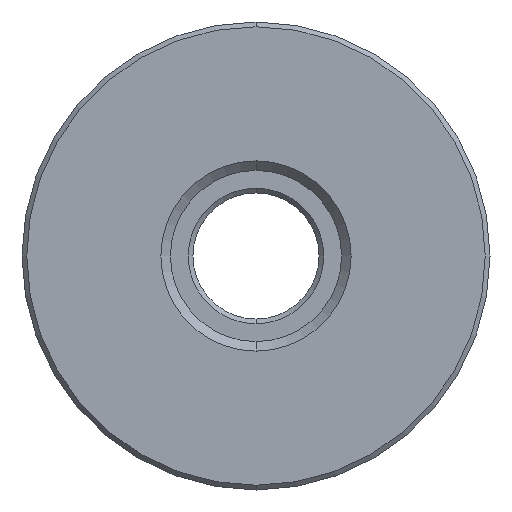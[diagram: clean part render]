
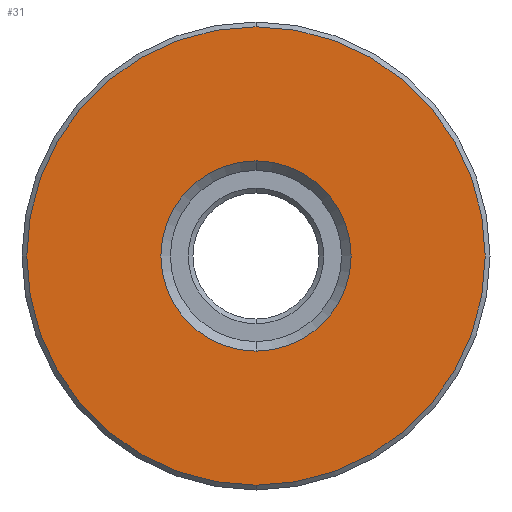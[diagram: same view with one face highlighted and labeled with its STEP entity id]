
A CAD part, front view. The second image highlights one B-rep face of the part: STEP entity #31.
In plain terms, the highlighted planar face has unit normal (0, -1, 0).
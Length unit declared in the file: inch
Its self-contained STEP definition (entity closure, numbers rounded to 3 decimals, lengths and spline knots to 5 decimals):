
#5 = EDGE_CURVE ( 'NONE', #146, #897, #349, .T. ) ;
#31 = ADVANCED_FACE ( 'NONE', ( #133, #134 ), #339, .F. ) ;
#64 = EDGE_CURVE ( 'NONE', #102, #894, #175, .T. ) ;
#102 = VERTEX_POINT ( 'NONE', #521 ) ;
#133 = FACE_OUTER_BOUND ( 'NONE', #439, .T. ) ;
#134 = FACE_BOUND ( 'NONE', #903, .T. ) ;
#146 = VERTEX_POINT ( 'NONE', #534 ) ;
#175 = CIRCLE ( 'NONE', #752, 0.48213 ) ;
#182 = CIRCLE ( 'NONE', #759, 0.48213 ) ;
#200 = CIRCLE ( 'NONE', #767, 0.2 ) ;
#320 = DIRECTION ( 'NONE',  ( 0., 0., 1. ) ) ;
#321 = CARTESIAN_POINT ( 'NONE',  ( -0.68764, 0.81155, -0.32223 ) ) ;
#328 = DIRECTION ( 'NONE',  ( 0., 1., 0. ) ) ;
#339 = PLANE ( 'NONE',  #736 ) ;
#349 = CIRCLE ( 'NONE', #623, 0.2 ) ;
#393 = CARTESIAN_POINT ( 'NONE',  ( -0.68764, 0.81155, -0.32223 ) ) ;
#402 = DIRECTION ( 'NONE',  ( 0., -1., 0. ) ) ;
#409 = DIRECTION ( 'NONE',  ( 0., 0., -1. ) ) ;
#439 = EDGE_LOOP ( 'NONE', ( #546, #550 ) ) ;
#482 = DIRECTION ( 'NONE',  ( 0., -1., 0. ) ) ;
#504 = CARTESIAN_POINT ( 'NONE',  ( -0.68764, 0.81155, -0.32223 ) ) ;
#509 = DIRECTION ( 'NONE',  ( 0., -1., 0. ) ) ;
#511 = DIRECTION ( 'NONE',  ( 0., 0., 1. ) ) ;
#517 = DIRECTION ( 'NONE',  ( 0., 0., 1. ) ) ;
#519 = CARTESIAN_POINT ( 'NONE',  ( -0.68764, 0.81155, -0.32223 ) ) ;
#520 = CARTESIAN_POINT ( 'NONE',  ( -0.68764, 0.81155, -0.32223 ) ) ;
#521 = CARTESIAN_POINT ( 'NONE',  ( -0.68764, 0.81155, -0.80436 ) ) ;
#523 = DIRECTION ( 'NONE',  ( 0., -1., 0. ) ) ;
#525 = DIRECTION ( 'NONE',  ( 0., 0., -1. ) ) ;
#534 = CARTESIAN_POINT ( 'NONE',  ( -0.68764, 0.81155, -0.12223 ) ) ;
#544 = ORIENTED_EDGE ( 'NONE', *, *, #587, .F. ) ;
#546 = ORIENTED_EDGE ( 'NONE', *, *, #577, .T. ) ;
#550 = ORIENTED_EDGE ( 'NONE', *, *, #64, .T. ) ;
#555 = ORIENTED_EDGE ( 'NONE', *, *, #5, .F. ) ;
#577 = EDGE_CURVE ( 'NONE', #894, #102, #182, .T. ) ;
#587 = EDGE_CURVE ( 'NONE', #897, #146, #200, .T. ) ;
#623 = AXIS2_PLACEMENT_3D ( 'NONE', #393, #402, #409 ) ;
#666 = CARTESIAN_POINT ( 'NONE',  ( -0.68764, 0.81155, 0.15989 ) ) ;
#671 = CARTESIAN_POINT ( 'NONE',  ( -0.68764, 0.81155, -0.52223 ) ) ;
#736 = AXIS2_PLACEMENT_3D ( 'NONE', #321, #328, #320 ) ;
#752 = AXIS2_PLACEMENT_3D ( 'NONE', #504, #509, #511 ) ;
#759 = AXIS2_PLACEMENT_3D ( 'NONE', #519, #482, #517 ) ;
#767 = AXIS2_PLACEMENT_3D ( 'NONE', #520, #523, #525 ) ;
#894 = VERTEX_POINT ( 'NONE', #666 ) ;
#897 = VERTEX_POINT ( 'NONE', #671 ) ;
#903 = EDGE_LOOP ( 'NONE', ( #544, #555 ) ) ;
